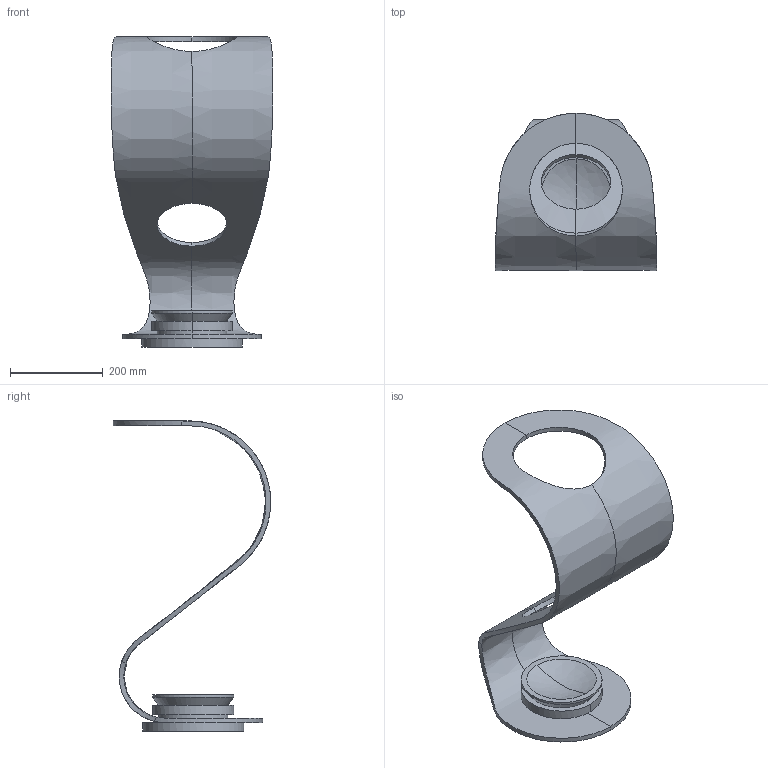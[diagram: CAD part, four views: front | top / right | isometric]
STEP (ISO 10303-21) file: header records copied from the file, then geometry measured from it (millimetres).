
FILE_DESCRIPTION(/* description */ (''),/* implementation_level */ '2;1');
FILE_NAME(/* name */ '016 - Cobra',/* time_stamp */ '2010-11-04T17:08:08+01:00',/* author */ (''),/* organization */ (''),/* preprocessor_version */ 'ST-DEVELOPER v10',/* originating_system */ '',/* authorisation */ '');
FILE_SCHEMA (('CONFIG_CONTROL_DESIGN'));
Length unit declared in the file: centimetre
Products named in the file (1): 1
Bounding box: 350 x 340.01 x 670.01 mm (x, y, z)
Volume: 4799794.9 mm3; surface area: 845930.1 mm2
Topology: 3 solids, 3 shells, 36 faces, 88 edges, 53 vertices
Faces by surface type: bspline 30, plane 6
Entity records: 3735 total; most frequent: CARTESIAN_POINT 3123, ORIENTED_EDGE 172, EDGE_CURVE 86, B_SPLINE_CURVE_WITH_KNOTS 57, VERTEX_POINT 53, EDGE_LOOP 39, ADVANCED_FACE 36, FACE_OUTER_BOUND 36
